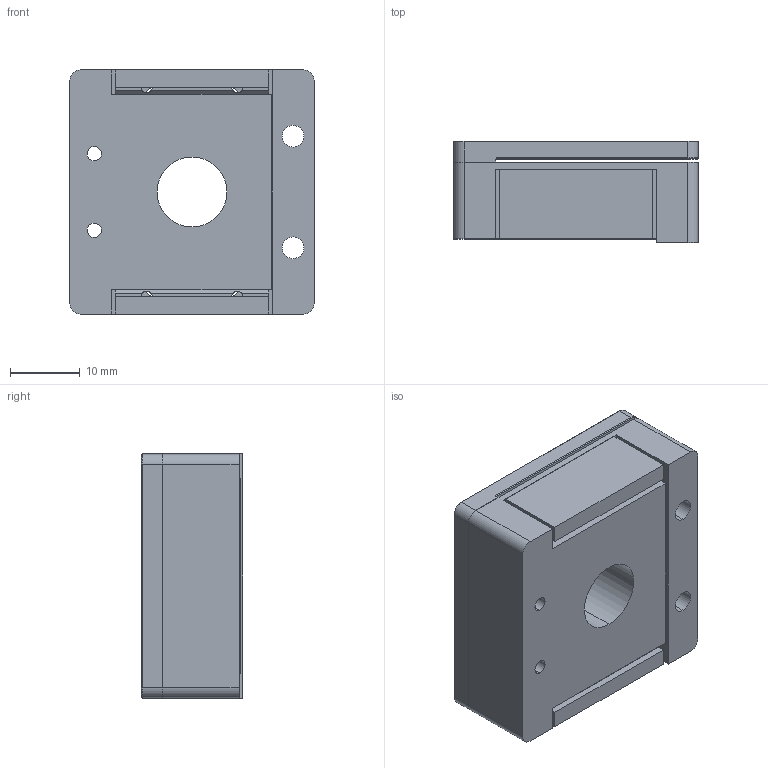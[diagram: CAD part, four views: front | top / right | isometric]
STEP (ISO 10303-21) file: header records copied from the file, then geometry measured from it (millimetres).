
FILE_DESCRIPTION (( 'STEP AP203' ), '1' );
FILE_NAME ('Scanner35-z.Ultra - web.STEP', '2025-09-01T07:53:42', ( '' ), ( '' ), 'SwSTEP 2.0', 'SolidWorks 2020', '' );
FILE_SCHEMA (( 'CONFIG_CONTROL_DESIGN' ));
Length unit declared in the file: millimetre
Products named in the file (4): 葩璃 CloseLoop-z-base^Scanner35-z.Ultra - web; 葩璃 sid_part1^Scanner35-z.Ultra - web; 葩璃 CloseLoop-z-table^Scanner35-z.Ultra - web; Scanner35-z.Ultra - web
Assembly tree (4 placements, depth 2):
  Scanner35-z.Ultra - web
    葩璃 CloseLoop-z-base^Scanner35-z.Ultra - web
    葩璃 CloseLoop-z-table^Scanner35-z.Ultra - web
    葩璃 sid_part1^Scanner35-z.Ultra - web  x2
Bounding box: 35 x 14.5 x 35 mm (x, y, z)
Volume: 14248.9 mm3; surface area: 8984.3 mm2
Topology: 4 solids, 4 shells, 216 faces, 565 edges, 352 vertices
Faces by surface type: cylinder 79, plane 73, cone 60, bspline 4
Entity records: 6694 total; most frequent: DIRECTION 1144, CARTESIAN_POINT 1092, ORIENTED_EDGE 1040, EDGE_CURVE 520, AXIS2_PLACEMENT_3D 430, VERTEX_POINT 322, VECTOR 284, LINE 284
